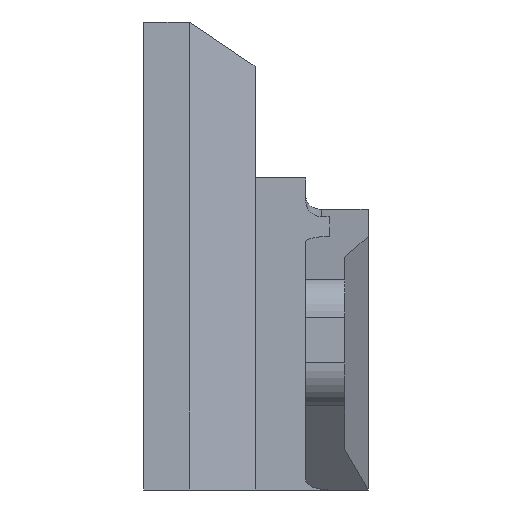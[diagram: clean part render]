
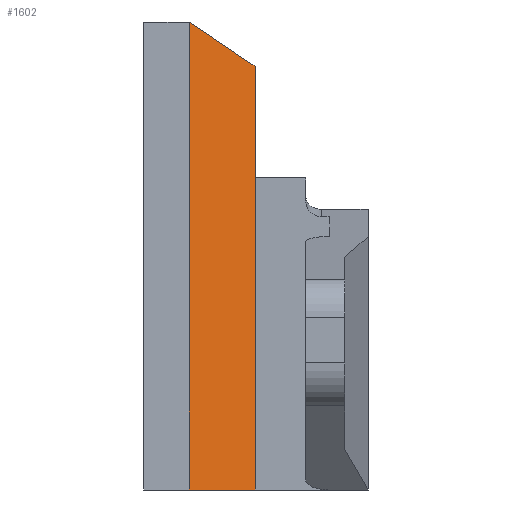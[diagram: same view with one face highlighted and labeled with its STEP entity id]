
A CAD part, front view. The second image highlights one B-rep face of the part: STEP entity #1602.
In plain terms, the highlighted planar face has unit normal (0.584, -0.811, 0).
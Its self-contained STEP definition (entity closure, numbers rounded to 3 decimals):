
#28 = CARTESIAN_POINT ( 'NONE',  ( 386.266, -216.548, 10. ) ) ;
#81 = LINE ( 'NONE', #1275, #1160 ) ;
#105 = PLANE ( 'NONE',  #539 ) ;
#193 = ORIENTED_EDGE ( 'NONE', *, *, #718, .F. ) ;
#194 = VECTOR ( 'NONE', #1141, 1000. ) ;
#209 = EDGE_CURVE ( 'NONE', #364, #1290, #583, .T. ) ;
#229 = CARTESIAN_POINT ( 'NONE',  ( 386.266, -216.548, 60. ) ) ;
#241 = VECTOR ( 'NONE', #1918, 1000. ) ;
#248 = VECTOR ( 'NONE', #1283, 1000. ) ;
#272 = CARTESIAN_POINT ( 'NONE',  ( 386.266, -216.548, 60. ) ) ;
#275 = ORIENTED_EDGE ( 'NONE', *, *, #683, .T. ) ;
#343 = VECTOR ( 'NONE', #710, 1000. ) ;
#363 = CARTESIAN_POINT ( 'NONE',  ( 394.716, -210.462, 0. ) ) ;
#364 = VERTEX_POINT ( 'NONE', #1139 ) ;
#521 = LINE ( 'NONE', #1116, #241 ) ;
#539 = AXIS2_PLACEMENT_3D ( 'NONE', #272, #1417, #783 ) ;
#552 = LINE ( 'NONE', #1639, #194 ) ;
#583 = LINE ( 'NONE', #1108, #248 ) ;
#610 = VERTEX_POINT ( 'NONE', #28 ) ;
#683 = EDGE_CURVE ( 'NONE', #610, #2064, #1423, .T. ) ;
#700 = CARTESIAN_POINT ( 'NONE',  ( 394.716, -210.462, 54.319 ) ) ;
#710 = DIRECTION ( 'NONE',  ( 0., 0., 1. ) ) ;
#718 = EDGE_CURVE ( 'NONE', #610, #1290, #1654, .T. ) ;
#783 = DIRECTION ( 'NONE',  ( -0.811, -0.584, 0. ) ) ;
#869 = ORIENTED_EDGE ( 'NONE', *, *, #1112, .T. ) ;
#1012 = DIRECTION ( 'NONE',  ( 0., 0., -1. ) ) ;
#1095 = ORIENTED_EDGE ( 'NONE', *, *, #209, .T. ) ;
#1108 = CARTESIAN_POINT ( 'NONE',  ( 386.266, -216.548, 60. ) ) ;
#1112 = EDGE_CURVE ( 'NONE', #1361, #364, #552, .T. ) ;
#1116 = CARTESIAN_POINT ( 'NONE',  ( 386.266, -216.548, 0. ) ) ;
#1139 = CARTESIAN_POINT ( 'NONE',  ( 386.266, -216.548, 60. ) ) ;
#1141 = DIRECTION ( 'NONE',  ( -0.712, -0.513, 0.479 ) ) ;
#1160 = VECTOR ( 'NONE', #1609, 1000. ) ;
#1209 = ORIENTED_EDGE ( 'NONE', *, *, #1559, .F. ) ;
#1218 = CARTESIAN_POINT ( 'NONE',  ( 386.266, -216.548, 51. ) ) ;
#1237 = CARTESIAN_POINT ( 'NONE',  ( 386.266, -216.548, 0. ) ) ;
#1275 = CARTESIAN_POINT ( 'NONE',  ( 394.716, -210.462, 60. ) ) ;
#1283 = DIRECTION ( 'NONE',  ( 0., 0., -1. ) ) ;
#1285 = ORIENTED_EDGE ( 'NONE', *, *, #1553, .T. ) ;
#1288 = FACE_OUTER_BOUND ( 'NONE', #1792, .T. ) ;
#1290 = VERTEX_POINT ( 'NONE', #1218 ) ;
#1353 = VERTEX_POINT ( 'NONE', #363 ) ;
#1361 = VERTEX_POINT ( 'NONE', #700 ) ;
#1417 = DIRECTION ( 'NONE',  ( -0.584, 0.811, 0. ) ) ;
#1423 = LINE ( 'NONE', #229, #1709 ) ;
#1553 = EDGE_CURVE ( 'NONE', #2064, #1353, #521, .T. ) ;
#1559 = EDGE_CURVE ( 'NONE', #1361, #1353, #81, .T. ) ;
#1602 = ADVANCED_FACE ( 'NONE', ( #1288 ), #105, .F. ) ;
#1609 = DIRECTION ( 'NONE',  ( 0., 0., -1. ) ) ;
#1639 = CARTESIAN_POINT ( 'NONE',  ( 386.266, -216.548, 60. ) ) ;
#1654 = LINE ( 'NONE', #1728, #343 ) ;
#1709 = VECTOR ( 'NONE', #1012, 1000. ) ;
#1728 = CARTESIAN_POINT ( 'NONE',  ( 386.266, -216.548, 10. ) ) ;
#1792 = EDGE_LOOP ( 'NONE', ( #1209, #869, #1095, #193, #275, #1285 ) ) ;
#1918 = DIRECTION ( 'NONE',  ( 0.811, 0.584, 0. ) ) ;
#2064 = VERTEX_POINT ( 'NONE', #1237 ) ;
